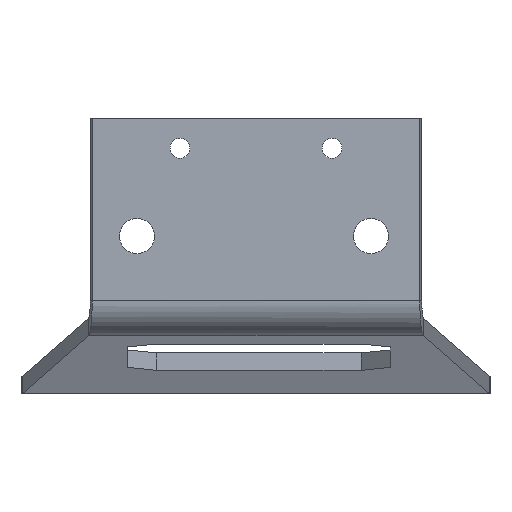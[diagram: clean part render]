
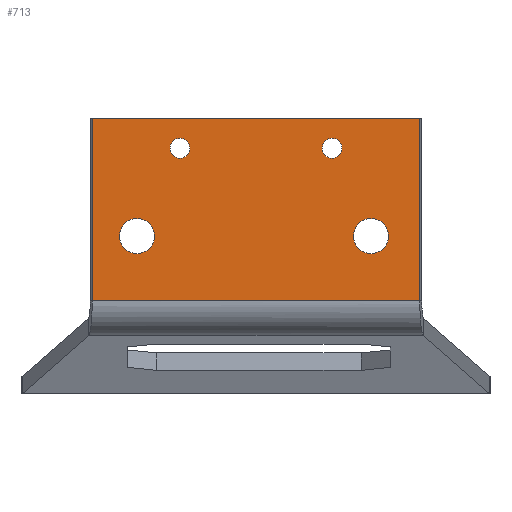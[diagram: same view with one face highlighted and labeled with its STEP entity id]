
A CAD part, front view. The second image highlights one B-rep face of the part: STEP entity #713.
In plain terms, the highlighted planar face has unit normal (0, -1, 0).
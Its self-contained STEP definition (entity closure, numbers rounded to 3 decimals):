
#45=FACE_BOUND('',#158,.T.);
#46=FACE_BOUND('',#159,.T.);
#47=FACE_BOUND('',#160,.T.);
#48=FACE_BOUND('',#161,.T.);
#60=CIRCLE('',#748,1.7);
#61=CIRCLE('',#750,1.7);
#71=CIRCLE('',#786,3.);
#72=CIRCLE('',#788,3.);
#110=FACE_OUTER_BOUND('',#157,.T.);
#157=EDGE_LOOP('',(#619,#620,#621,#622));
#158=EDGE_LOOP('',(#623));
#159=EDGE_LOOP('',(#624));
#160=EDGE_LOOP('',(#625));
#161=EDGE_LOOP('',(#626));
#172=LINE('',#1019,#238);
#177=LINE('',#1028,#243);
#222=LINE('',#1172,#288);
#228=LINE('',#1193,#294);
#238=VECTOR('',#812,10.);
#243=VECTOR('',#819,10.);
#288=VECTOR('',#964,10.);
#294=VECTOR('',#988,10.);
#303=VERTEX_POINT('',#1015);
#305=VERTEX_POINT('',#1018);
#308=VERTEX_POINT('',#1026);
#316=VERTEX_POINT('',#1046);
#317=VERTEX_POINT('',#1050);
#346=VERTEX_POINT('',#1133);
#356=VERTEX_POINT('',#1164);
#357=VERTEX_POINT('',#1168);
#365=EDGE_CURVE('',#305,#303,#172,.T.);
#370=EDGE_CURVE('',#303,#308,#177,.T.);
#380=EDGE_CURVE('',#316,#316,#60,.T.);
#382=EDGE_CURVE('',#317,#317,#61,.T.);
#439=EDGE_CURVE('',#356,#356,#71,.T.);
#441=EDGE_CURVE('',#357,#357,#72,.T.);
#442=EDGE_CURVE('',#346,#305,#222,.T.);
#452=EDGE_CURVE('',#308,#346,#228,.T.);
#619=ORIENTED_EDGE('',*,*,#365,.T.);
#620=ORIENTED_EDGE('',*,*,#370,.T.);
#621=ORIENTED_EDGE('',*,*,#452,.T.);
#622=ORIENTED_EDGE('',*,*,#442,.T.);
#623=ORIENTED_EDGE('',*,*,#380,.T.);
#624=ORIENTED_EDGE('',*,*,#382,.T.);
#625=ORIENTED_EDGE('',*,*,#439,.T.);
#626=ORIENTED_EDGE('',*,*,#441,.T.);
#676=PLANE('',#802);
#713=ADVANCED_FACE('',(#110,#45,#46,#47,#48),#676,.F.);
#748=AXIS2_PLACEMENT_3D('',#1048,#839,#840);
#750=AXIS2_PLACEMENT_3D('',#1052,#844,#845);
#786=AXIS2_PLACEMENT_3D('',#1166,#955,#956);
#788=AXIS2_PLACEMENT_3D('',#1170,#960,#961);
#802=AXIS2_PLACEMENT_3D('',#1203,#1001,#1002);
#812=DIRECTION('',(-1.,0.,0.));
#819=DIRECTION('',(0.,0.,-1.));
#839=DIRECTION('center_axis',(0.,1.,0.));
#840=DIRECTION('ref_axis',(1.,0.,0.));
#844=DIRECTION('center_axis',(0.,1.,0.));
#845=DIRECTION('ref_axis',(1.,0.,0.));
#955=DIRECTION('center_axis',(0.,1.,0.));
#956=DIRECTION('ref_axis',(-1.,0.,0.));
#960=DIRECTION('center_axis',(0.,1.,0.));
#961=DIRECTION('ref_axis',(-1.,0.,0.));
#964=DIRECTION('',(0.,0.,1.));
#988=DIRECTION('',(1.,0.,0.));
#1001=DIRECTION('center_axis',(0.,1.,0.));
#1002=DIRECTION('ref_axis',(0.,0.,1.));
#1015=CARTESIAN_POINT('',(12.,0.,36.678));
#1018=CARTESIAN_POINT('',(68.,0.,36.678));
#1019=CARTESIAN_POINT('',(70.724,0.,36.678));
#1026=CARTESIAN_POINT('',(12.,0.,5.428));
#1028=CARTESIAN_POINT('',(12.,0.,54.));
#1046=CARTESIAN_POINT('',(25.3,0.,31.5));
#1048=CARTESIAN_POINT('Origin',(27.,0.,31.5));
#1050=CARTESIAN_POINT('',(51.3,0.,31.5));
#1052=CARTESIAN_POINT('Origin',(53.,0.,31.5));
#1133=CARTESIAN_POINT('',(68.,0.,5.428));
#1164=CARTESIAN_POINT('',(22.657,0.,16.5));
#1166=CARTESIAN_POINT('Origin',(19.657,0.,16.5));
#1168=CARTESIAN_POINT('',(62.657,0.,16.5));
#1170=CARTESIAN_POINT('Origin',(59.657,0.,16.5));
#1172=CARTESIAN_POINT('',(68.,0.,54.));
#1193=CARTESIAN_POINT('',(40.,0.,5.428));
#1203=CARTESIAN_POINT('Origin',(40.,0.,32.5));
